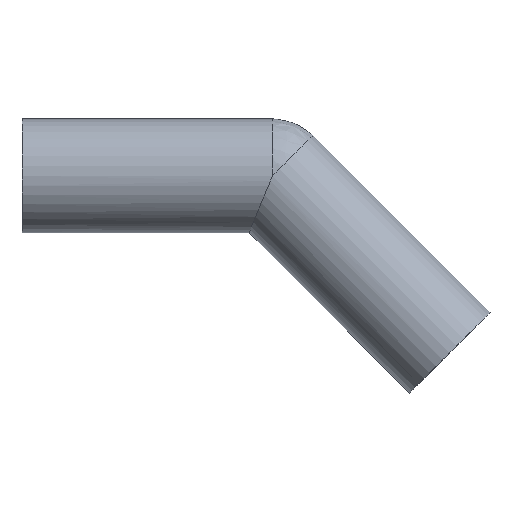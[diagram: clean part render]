
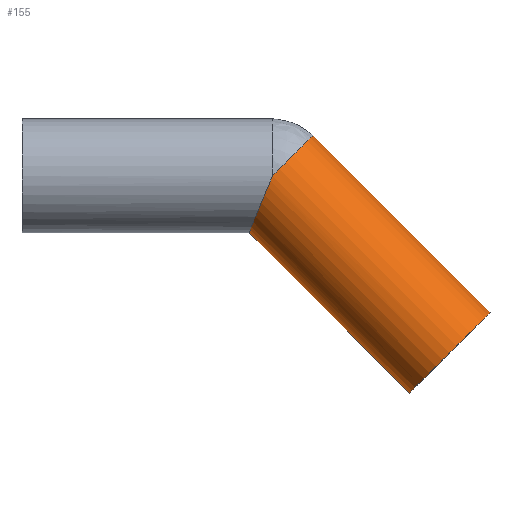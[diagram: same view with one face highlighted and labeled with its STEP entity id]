
A CAD part, top view. The second image highlights one B-rep face of the part: STEP entity #155.
In plain terms, the highlighted cylindrical face has radius 10 mm (diameter 20 mm), a partial arc.
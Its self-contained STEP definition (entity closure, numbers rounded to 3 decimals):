
#89 = VERTEX_POINT( '', #224 );
#111 = VERTEX_POINT( '', #249 );
#117 = VERTEX_POINT( '', #256 );
#119 = EDGE_CURVE( '', #139, #131, #258, .T. );
#131 = VERTEX_POINT( '', #272 );
#139 = VERTEX_POINT( '', #283 );
#145 = EDGE_CURVE( '', #89, #139, #289, .T. );
#155 = ADVANCED_FACE( '', ( #299 ), #300, .T. );
#157 = EDGE_CURVE( '', #131, #117, #302, .T. );
#167 = EDGE_CURVE( '', #89, #111, #312, .T. );
#199 = EDGE_CURVE( '', #111, #117, #347, .T. );
#224 = CARTESIAN_POINT( '', ( 39.858, -10., 0. ) );
#249 = CARTESIAN_POINT( '', ( 44., 0., 10. ) );
#256 = CARTESIAN_POINT( '', ( 51.071, 7.071, 0. ) );
#258 = CIRCLE( '', #402, 10. );
#272 = CARTESIAN_POINT( '', ( 82.184, -24.042, 0. ) );
#283 = CARTESIAN_POINT( '', ( 68.042, -38.184, 0. ) );
#289 = LINE( '', #441, #442 );
#299 = FACE_OUTER_BOUND( '', #455, .T. );
#300 = CYLINDRICAL_SURFACE( '', #456, 10. );
#302 = LINE( '', #459, #460 );
#312 = ELLIPSE( '', #473, 10.824, 10. );
#347 = CIRCLE( '', #520, 10. );
#402 = AXIS2_PLACEMENT_3D( '', #577, #578, #579 );
#441 = CARTESIAN_POINT( '', ( 52.485, -22.627, 0. ) );
#442 = VECTOR( '', #610, 1. );
#455 = EDGE_LOOP( '', ( #621, #622, #623, #624, #625 ) );
#456 = AXIS2_PLACEMENT_3D( '', #626, #627, #628 );
#459 = CARTESIAN_POINT( '', ( 66.627, -8.485, 0. ) );
#460 = VECTOR( '', #629, 1. );
#473 = AXIS2_PLACEMENT_3D( '', #636, #637, #638 );
#520 = AXIS2_PLACEMENT_3D( '', #692, #693, #694 );
#577 = CARTESIAN_POINT( '', ( 75.113, -31.113, 0. ) );
#578 = DIRECTION( '', ( -0.707, 0.707, 0. ) );
#579 = DIRECTION( '', ( 0.707, 0.707, 0. ) );
#610 = DIRECTION( '', ( 0.707, -0.707, 0. ) );
#621 = ORIENTED_EDGE( '', *, *, #157, .T. );
#622 = ORIENTED_EDGE( '', *, *, #199, .F. );
#623 = ORIENTED_EDGE( '', *, *, #167, .F. );
#624 = ORIENTED_EDGE( '', *, *, #145, .T. );
#625 = ORIENTED_EDGE( '', *, *, #119, .T. );
#626 = CARTESIAN_POINT( '', ( 59.556, -15.556, 0. ) );
#627 = DIRECTION( '', ( 0.707, -0.707, 0. ) );
#628 = DIRECTION( '', ( 0.707, 0.707, 0. ) );
#629 = DIRECTION( '', ( -0.707, 0.707, 0. ) );
#636 = CARTESIAN_POINT( '', ( 44., 0., 0. ) );
#637 = DIRECTION( '', ( -0.924, 0.383, 0. ) );
#638 = DIRECTION( '', ( 0.383, 0.924, 0. ) );
#692 = CARTESIAN_POINT( '', ( 44., 0., 0. ) );
#693 = DIRECTION( '', ( -0.707, 0.707, 0. ) );
#694 = DIRECTION( '', ( 0.707, 0.707, 0. ) );
